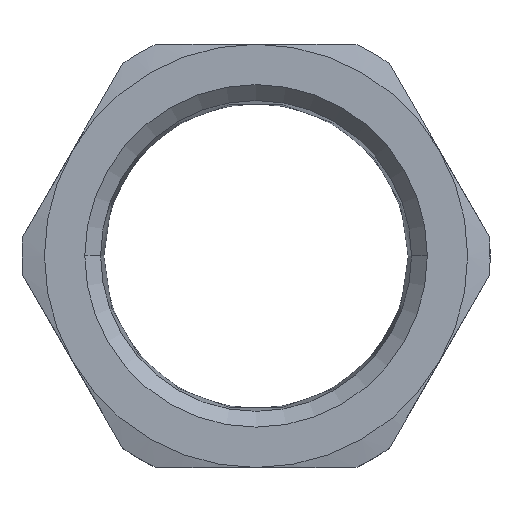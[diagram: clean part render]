
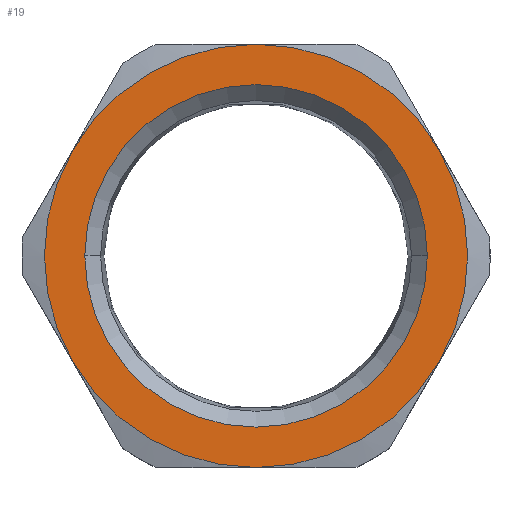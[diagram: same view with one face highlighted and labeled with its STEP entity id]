
A CAD part, top view. The second image highlights one B-rep face of the part: STEP entity #19.
In plain terms, the highlighted planar face has unit normal (0, 0, 1).
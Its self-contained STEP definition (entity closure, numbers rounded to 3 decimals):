
#13 = VERTEX_POINT ( 'NONE', #298 ) ;
#19 = ADVANCED_FACE ( 'NONE', ( #536, #459 ), #378, .T. ) ;
#20 = CIRCLE ( 'NONE', #213, 6.879 ) ;
#26 = EDGE_CURVE ( 'NONE', #369, #514, #390, .T. ) ;
#32 = ORIENTED_EDGE ( 'NONE', *, *, #319, .F. ) ;
#36 = AXIS2_PLACEMENT_3D ( 'NONE', #344, #363, #238 ) ;
#39 = VERTEX_POINT ( 'NONE', #257 ) ;
#66 = AXIS2_PLACEMENT_3D ( 'NONE', #272, #274, #254 ) ;
#73 = EDGE_LOOP ( 'NONE', ( #261, #32 ) ) ;
#123 = CIRCLE ( 'NONE', #346, 8.5 ) ;
#126 = CIRCLE ( 'NONE', #226, 8.5 ) ;
#134 = AXIS2_PLACEMENT_3D ( 'NONE', #602, #603, #600 ) ;
#143 = ORIENTED_EDGE ( 'NONE', *, *, #529, .F. ) ;
#176 = EDGE_LOOP ( 'NONE', ( #717, #313, #177, #813, #143, #720 ) ) ;
#177 = ORIENTED_EDGE ( 'NONE', *, *, #234, .F. ) ;
#180 = CIRCLE ( 'NONE', #715, 8.5 ) ;
#197 = CIRCLE ( 'NONE', #134, 8.5 ) ;
#213 = AXIS2_PLACEMENT_3D ( 'NONE', #831, #832, #835 ) ;
#226 = AXIS2_PLACEMENT_3D ( 'NONE', #606, #604, #587 ) ;
#230 = VERTEX_POINT ( 'NONE', #744 ) ;
#234 = EDGE_CURVE ( 'NONE', #236, #230, #258, .T. ) ;
#236 = VERTEX_POINT ( 'NONE', #756 ) ;
#238 = DIRECTION ( 'NONE',  ( 1., 0., 0. ) ) ;
#254 = DIRECTION ( 'NONE',  ( 1., 0., 0. ) ) ;
#257 = CARTESIAN_POINT ( 'NONE',  ( 0., -8.5, 2.5 ) ) ;
#258 = CIRCLE ( 'NONE', #560, 8.5 ) ;
#261 = ORIENTED_EDGE ( 'NONE', *, *, #26, .F. ) ;
#266 = EDGE_CURVE ( 'NONE', #39, #236, #180, .T. ) ;
#272 = CARTESIAN_POINT ( 'NONE',  ( 0., 0., 2.5 ) ) ;
#274 = DIRECTION ( 'NONE',  ( 0., 0., 1. ) ) ;
#298 = CARTESIAN_POINT ( 'NONE',  ( 0., 8.5, 2.5 ) ) ;
#313 = ORIENTED_EDGE ( 'NONE', *, *, #513, .F. ) ;
#319 = EDGE_CURVE ( 'NONE', #514, #369, #20, .T. ) ;
#320 = VERTEX_POINT ( 'NONE', #830 ) ;
#323 = VERTEX_POINT ( 'NONE', #833 ) ;
#344 = CARTESIAN_POINT ( 'NONE',  ( 0., 0., 2.5 ) ) ;
#346 = AXIS2_PLACEMENT_3D ( 'NONE', #558, #546, #541 ) ;
#350 = EDGE_CURVE ( 'NONE', #323, #320, #476, .T. ) ;
#352 = AXIS2_PLACEMENT_3D ( 'NONE', #365, #360, #385 ) ;
#360 = DIRECTION ( 'NONE',  ( 0., 0., -1. ) ) ;
#363 = DIRECTION ( 'NONE',  ( 0., 0., 1. ) ) ;
#365 = CARTESIAN_POINT ( 'NONE',  ( 0., 0., 2.5 ) ) ;
#369 = VERTEX_POINT ( 'NONE', #372 ) ;
#372 = CARTESIAN_POINT ( 'NONE',  ( 6.879, 0., 2.5 ) ) ;
#378 = PLANE ( 'NONE',  #36 ) ;
#385 = DIRECTION ( 'NONE',  ( 0., 1., 0. ) ) ;
#390 = CIRCLE ( 'NONE', #66, 6.879 ) ;
#459 = FACE_OUTER_BOUND ( 'NONE', #176, .T. ) ;
#476 = CIRCLE ( 'NONE', #352, 8.5 ) ;
#513 = EDGE_CURVE ( 'NONE', #230, #13, #197, .T. ) ;
#514 = VERTEX_POINT ( 'NONE', #618 ) ;
#529 = EDGE_CURVE ( 'NONE', #320, #39, #126, .T. ) ;
#536 = FACE_BOUND ( 'NONE', #73, .T. ) ;
#541 = DIRECTION ( 'NONE',  ( 0., 1., 0. ) ) ;
#546 = DIRECTION ( 'NONE',  ( 0., 0., -1. ) ) ;
#558 = CARTESIAN_POINT ( 'NONE',  ( 0., 0., 2.5 ) ) ;
#560 = AXIS2_PLACEMENT_3D ( 'NONE', #768, #770, #771 ) ;
#587 = DIRECTION ( 'NONE',  ( 0., 1., 0. ) ) ;
#600 = DIRECTION ( 'NONE',  ( 0., 1., 0. ) ) ;
#602 = CARTESIAN_POINT ( 'NONE',  ( 0., 0., 2.5 ) ) ;
#603 = DIRECTION ( 'NONE',  ( 0., 0., -1. ) ) ;
#604 = DIRECTION ( 'NONE',  ( 0., 0., -1. ) ) ;
#606 = CARTESIAN_POINT ( 'NONE',  ( 0., 0., 2.5 ) ) ;
#618 = CARTESIAN_POINT ( 'NONE',  ( -6.879, 0., 2.5 ) ) ;
#688 = EDGE_CURVE ( 'NONE', #13, #323, #123, .T. ) ;
#715 = AXIS2_PLACEMENT_3D ( 'NONE', #791, #789, #795 ) ;
#717 = ORIENTED_EDGE ( 'NONE', *, *, #688, .F. ) ;
#720 = ORIENTED_EDGE ( 'NONE', *, *, #350, .F. ) ;
#744 = CARTESIAN_POINT ( 'NONE',  ( -7.361, 4.25, 2.5 ) ) ;
#756 = CARTESIAN_POINT ( 'NONE',  ( -7.361, -4.25, 2.5 ) ) ;
#768 = CARTESIAN_POINT ( 'NONE',  ( 0., 0., 2.5 ) ) ;
#770 = DIRECTION ( 'NONE',  ( 0., 0., -1. ) ) ;
#771 = DIRECTION ( 'NONE',  ( 0., 1., 0. ) ) ;
#789 = DIRECTION ( 'NONE',  ( 0., 0., -1. ) ) ;
#791 = CARTESIAN_POINT ( 'NONE',  ( 0., 0., 2.5 ) ) ;
#795 = DIRECTION ( 'NONE',  ( 0., 1., 0. ) ) ;
#813 = ORIENTED_EDGE ( 'NONE', *, *, #266, .F. ) ;
#830 = CARTESIAN_POINT ( 'NONE',  ( 7.361, -4.25, 2.5 ) ) ;
#831 = CARTESIAN_POINT ( 'NONE',  ( 0., 0., 2.5 ) ) ;
#832 = DIRECTION ( 'NONE',  ( 0., 0., 1. ) ) ;
#833 = CARTESIAN_POINT ( 'NONE',  ( 7.361, 4.25, 2.5 ) ) ;
#835 = DIRECTION ( 'NONE',  ( 1., 0., 0. ) ) ;
